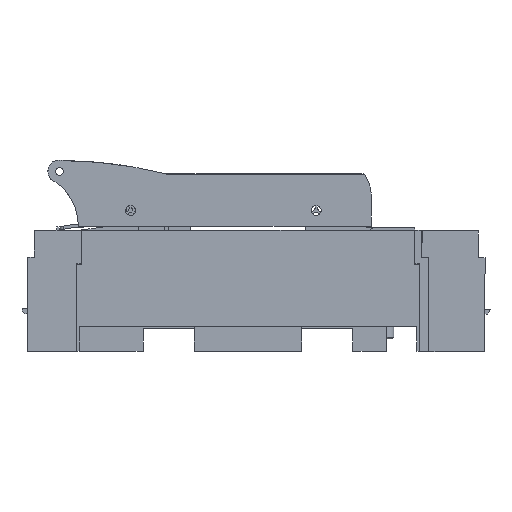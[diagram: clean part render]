
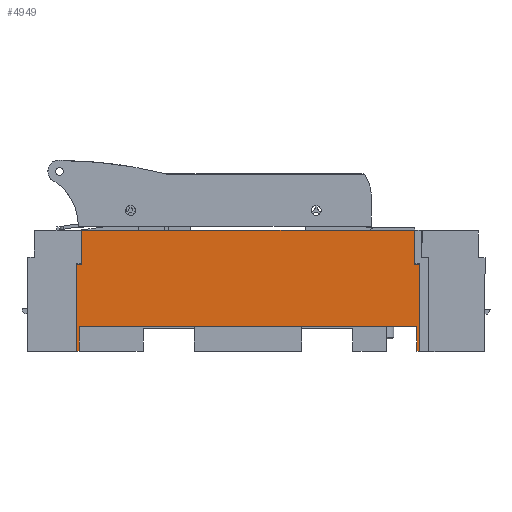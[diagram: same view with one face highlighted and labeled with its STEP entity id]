
A CAD part, front view. The second image highlights one B-rep face of the part: STEP entity #4949.
In plain terms, the highlighted planar face has unit normal (0, -1, 0).
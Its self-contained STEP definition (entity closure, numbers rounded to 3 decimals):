
#1004=DIRECTION('',(1.,0.,0.));
#1005=VECTOR('',#1004,2.);
#1006=CARTESIAN_POINT('',(-127.5,-45.5,0.));
#1007=LINE('',#1006,#1005);
#1032=DIRECTION('',(0.,0.,1.));
#1033=VECTOR('',#1032,18.5);
#1034=CARTESIAN_POINT('',(-125.5,-45.5,0.));
#1035=LINE('',#1034,#1033);
#1046=DIRECTION('',(0.,0.,1.));
#1047=VECTOR('',#1046,25.2);
#1048=CARTESIAN_POINT('',(-123.6,-45.5,64.8));
#1049=LINE('',#1048,#1047);
#1053=DIRECTION('',(1.,0.,0.));
#1054=VECTOR('',#1053,247.2);
#1055=CARTESIAN_POINT('',(-123.6,-45.5,90.));
#1056=LINE('',#1055,#1054);
#1060=DIRECTION('',(1.,0.,0.));
#1061=VECTOR('',#1060,3.9);
#1062=CARTESIAN_POINT('',(123.6,-45.5,64.8));
#1063=LINE('',#1062,#1061);
#1067=DIRECTION('',(0.,0.,1.));
#1068=VECTOR('',#1067,18.5);
#1069=CARTESIAN_POINT('',(125.5,-45.5,0.));
#1070=LINE('',#1069,#1068);
#1074=DIRECTION('',(-1.,0.,0.));
#1075=VECTOR('',#1074,251.);
#1076=CARTESIAN_POINT('',(125.5,-45.5,18.5));
#1077=LINE('',#1076,#1075);
#1081=DIRECTION('',(0.,0.,1.));
#1082=VECTOR('',#1081,64.8);
#1083=CARTESIAN_POINT('',(-127.5,-45.5,0.));
#1084=LINE('',#1083,#1082);
#1267=DIRECTION('',(-1.,0.,0.));
#1268=VECTOR('',#1267,3.9);
#1269=CARTESIAN_POINT('',(-123.6,-45.5,64.8));
#1270=LINE('',#1269,#1268);
#2446=DIRECTION('',(0.,0.,1.));
#2447=VECTOR('',#2446,64.8);
#2448=CARTESIAN_POINT('',(127.5,-45.5,0.));
#2449=LINE('',#2448,#2447);
#2495=DIRECTION('',(1.,0.,0.));
#2496=VECTOR('',#2495,2.);
#2497=CARTESIAN_POINT('',(125.5,-45.5,0.));
#2498=LINE('',#2497,#2496);
#2551=DIRECTION('',(0.,0.,1.));
#2552=VECTOR('',#2551,25.2);
#2553=CARTESIAN_POINT('',(123.6,-45.5,64.8));
#2554=LINE('',#2553,#2552);
#3718=CARTESIAN_POINT('',(-127.5,-45.5,64.8));
#3719=VERTEX_POINT('',#3718);
#3720=CARTESIAN_POINT('',(-127.5,-45.5,0.));
#3721=VERTEX_POINT('',#3720);
#3812=CARTESIAN_POINT('',(-125.5,-45.5,18.5));
#3813=VERTEX_POINT('',#3812);
#3814=CARTESIAN_POINT('',(125.5,-45.5,18.5));
#3815=VERTEX_POINT('',#3814);
#3874=CARTESIAN_POINT('',(-125.5,-45.5,0.));
#3875=VERTEX_POINT('',#3874);
#3878=CARTESIAN_POINT('',(-123.6,-45.5,64.8));
#3879=CARTESIAN_POINT('',(-123.6,-45.5,90.));
#3880=VERTEX_POINT('',#3878);
#3881=VERTEX_POINT('',#3879);
#3882=CARTESIAN_POINT('',(123.6,-45.5,90.));
#3883=VERTEX_POINT('',#3882);
#3884=CARTESIAN_POINT('',(123.6,-45.5,64.8));
#3885=VERTEX_POINT('',#3884);
#3886=CARTESIAN_POINT('',(127.5,-45.5,64.8));
#3887=VERTEX_POINT('',#3886);
#3888=CARTESIAN_POINT('',(127.5,-45.5,0.));
#3889=VERTEX_POINT('',#3888);
#3890=CARTESIAN_POINT('',(125.5,-45.5,0.));
#3891=VERTEX_POINT('',#3890);
#4922=CARTESIAN_POINT('',(0.,-45.5,0.));
#4923=DIRECTION('',(0.,1.,0.));
#4924=DIRECTION('',(0.,0.,1.));
#4925=AXIS2_PLACEMENT_3D('',#4922,#4923,#4924);
#4926=PLANE('',#4925);
#4928=ORIENTED_EDGE('',*,*,#4927,.T.);
#4930=ORIENTED_EDGE('',*,*,#4929,.T.);
#4932=ORIENTED_EDGE('',*,*,#4931,.F.);
#4934=ORIENTED_EDGE('',*,*,#4933,.T.);
#4936=ORIENTED_EDGE('',*,*,#4935,.F.);
#4938=ORIENTED_EDGE('',*,*,#4937,.F.);
#4940=ORIENTED_EDGE('',*,*,#4939,.T.);
#4941=ORIENTED_EDGE('',*,*,#4665,.T.);
#4942=ORIENTED_EDGE('',*,*,#4914,.F.);
#4943=ORIENTED_EDGE('',*,*,#4885,.F.);
#4944=ORIENTED_EDGE('',*,*,#4426,.T.);
#4946=ORIENTED_EDGE('',*,*,#4945,.F.);
#4947=EDGE_LOOP('',(#4928,#4930,#4932,#4934,#4936,#4938,#4940,#4941,#4942,#4943,
#4944,#4946));
#4948=FACE_OUTER_BOUND('',#4947,.F.);
#4426=EDGE_CURVE('',#3721,#3719,#1084,.T.);
#4665=EDGE_CURVE('',#3815,#3813,#1077,.T.);
#4885=EDGE_CURVE('',#3721,#3875,#1007,.T.);
#4914=EDGE_CURVE('',#3875,#3813,#1035,.T.);
#4927=EDGE_CURVE('',#3880,#3881,#1049,.T.);
#4929=EDGE_CURVE('',#3881,#3883,#1056,.T.);
#4931=EDGE_CURVE('',#3885,#3883,#2554,.T.);
#4933=EDGE_CURVE('',#3885,#3887,#1063,.T.);
#4935=EDGE_CURVE('',#3889,#3887,#2449,.T.);
#4937=EDGE_CURVE('',#3891,#3889,#2498,.T.);
#4939=EDGE_CURVE('',#3891,#3815,#1070,.T.);
#4945=EDGE_CURVE('',#3880,#3719,#1270,.T.);
#4949=ADVANCED_FACE('',(#4948),#4926,.F.);
